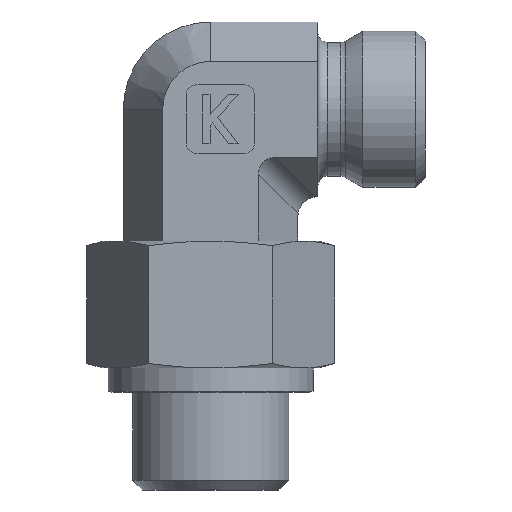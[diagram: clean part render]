
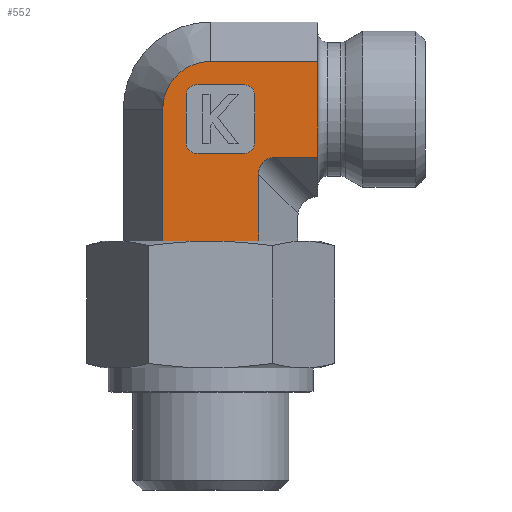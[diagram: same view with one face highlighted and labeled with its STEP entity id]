
A CAD part, left-side view. The second image highlights one B-rep face of the part: STEP entity #552.
In plain terms, the highlighted planar face has unit normal (-1, 0, 0).
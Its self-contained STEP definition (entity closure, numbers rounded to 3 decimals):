
#342=CARTESIAN_POINT('',(-8.5,-4.907,3.5));
#343=VERTEX_POINT('',#342);
#350=CARTESIAN_POINT('',(-8.5,4.907,3.5));
#351=VERTEX_POINT('',#350);
#352=CARTESIAN_POINT('',(-8.5,4.907,3.5));
#353=DIRECTION('',(0.0,-1.0,0.0));
#354=VECTOR('',#353,9.815);
#355=LINE('',#352,#354);
#356=EDGE_CURVE('',#351,#343,#355,.T.);
#400=CARTESIAN_POINT('',(-8.5,4.907,17.0));
#401=VERTEX_POINT('',#400);
#402=CARTESIAN_POINT('',(-8.5,4.907,3.5));
#403=DIRECTION('',(0.0,0.0,1.0));
#404=VECTOR('',#403,13.5);
#405=LINE('',#402,#404);
#406=EDGE_CURVE('',#351,#401,#405,.T.);
#425=CARTESIAN_POINT('',(-8.5,-4.907,0.0));
#426=DIRECTION('',(-1.0,0.0,0.0));
#427=DIRECTION('',(0.0,0.0,1.0));
#428=AXIS2_PLACEMENT_3D('',#425,#426,#427);
#429=PLANE('',#428);
#430=ORIENTED_EDGE('',*,*,#356,.T.);
#431=CARTESIAN_POINT('',(-8.5,-4.907,10.36));
#432=VERTEX_POINT('',#431);
#433=CARTESIAN_POINT('',(-8.5,-4.907,3.5));
#434=DIRECTION('',(0.0,0.0,1.0));
#435=VECTOR('',#434,6.86);
#436=LINE('',#433,#435);
#437=EDGE_CURVE('',#343,#432,#436,.T.);
#438=ORIENTED_EDGE('',*,*,#437,.T.);
#439=CARTESIAN_POINT('',(-8.5,-6.64,12.093));
#440=VERTEX_POINT('',#439);
#441=CARTESIAN_POINT('',(-8.5,-7.217,9.783));
#442=DIRECTION('',(-1.0,0.0,0.0));
#443=DIRECTION('',(0.0,0.707,0.707));
#444=AXIS2_PLACEMENT_3D('',#441,#442,#443);
#445=ELLIPSE('',#444,2.582,2.0);
#446=EDGE_CURVE('',#440,#432,#445,.T.);
#447=ORIENTED_EDGE('',*,*,#446,.F.);
#448=CARTESIAN_POINT('',(-8.5,-11.,12.093));
#449=VERTEX_POINT('',#448);
#450=CARTESIAN_POINT('',(-8.5,-6.64,12.093));
#451=DIRECTION('',(0.0,-1.0,0.0));
#452=VECTOR('',#451,4.36);
#453=LINE('',#450,#452);
#454=EDGE_CURVE('',#440,#449,#453,.T.);
#455=ORIENTED_EDGE('',*,*,#454,.T.);
#456=CARTESIAN_POINT('',(-8.5,-11.,21.907));
#457=VERTEX_POINT('',#456);
#458=CARTESIAN_POINT('',(-8.5,-11.,12.093));
#459=DIRECTION('',(0.0,0.0,1.0));
#460=VECTOR('',#459,9.815);
#461=LINE('',#458,#460);
#462=EDGE_CURVE('',#449,#457,#461,.T.);
#463=ORIENTED_EDGE('',*,*,#462,.T.);
#464=CARTESIAN_POINT('',(-8.5,0.,21.907));
#465=VERTEX_POINT('',#464);
#466=CARTESIAN_POINT('',(-8.5,0.,21.907));
#467=DIRECTION('',(0.0,-1.0,0.0));
#468=VECTOR('',#467,11.0);
#469=LINE('',#466,#468);
#470=EDGE_CURVE('',#465,#457,#469,.T.);
#471=ORIENTED_EDGE('',*,*,#470,.F.);
#472=CARTESIAN_POINT('',(-8.5,0.,17.0));
#473=DIRECTION('',(-1.0,0.0,0.0));
#474=DIRECTION('',(0.0,0.0,1.0));
#475=AXIS2_PLACEMENT_3D('',#472,#473,#474);
#476=CIRCLE('',#475,4.907);
#477=EDGE_CURVE('',#465,#401,#476,.T.);
#478=ORIENTED_EDGE('',*,*,#477,.T.);
#479=ORIENTED_EDGE('',*,*,#406,.F.);
#480=EDGE_LOOP('',(#430,#438,#447,#455,#463,#471,#478,#479));
#481=FACE_OUTER_BOUND('',#480,.T.);
#482=CARTESIAN_POINT('',(-8.5,-3.5,12.5));
#483=VERTEX_POINT('',#482);
#484=CARTESIAN_POINT('',(-8.5,1.5,12.5));
#485=VERTEX_POINT('',#484);
#486=CARTESIAN_POINT('',(-8.5,-3.5,12.5));
#487=DIRECTION('',(0.0,1.0,0.0));
#488=VECTOR('',#487,5.0);
#489=LINE('',#486,#488);
#490=EDGE_CURVE('',#483,#485,#489,.T.);
#491=ORIENTED_EDGE('',*,*,#490,.T.);
#492=CARTESIAN_POINT('',(-8.5,2.5,13.5));
#493=VERTEX_POINT('',#492);
#494=CARTESIAN_POINT('',(-8.5,1.5,13.5));
#495=DIRECTION('',(-1.0,0.0,0.0));
#496=DIRECTION('',(0.0,0.707,-0.707));
#497=AXIS2_PLACEMENT_3D('',#494,#495,#496);
#498=CIRCLE('',#497,1.0);
#499=EDGE_CURVE('',#493,#485,#498,.T.);
#500=ORIENTED_EDGE('',*,*,#499,.F.);
#501=CARTESIAN_POINT('',(-8.5,2.5,18.5));
#502=VERTEX_POINT('',#501);
#503=CARTESIAN_POINT('',(-8.5,2.5,13.5));
#504=DIRECTION('',(0.0,0.0,1.0));
#505=VECTOR('',#504,5.0);
#506=LINE('',#503,#505);
#507=EDGE_CURVE('',#493,#502,#506,.T.);
#508=ORIENTED_EDGE('',*,*,#507,.T.);
#509=CARTESIAN_POINT('',(-8.5,1.5,19.5));
#510=VERTEX_POINT('',#509);
#511=CARTESIAN_POINT('',(-8.5,1.5,18.5));
#512=DIRECTION('',(-1.0,0.0,0.0));
#513=DIRECTION('',(0.0,0.707,0.707));
#514=AXIS2_PLACEMENT_3D('',#511,#512,#513);
#515=CIRCLE('',#514,1.0);
#516=EDGE_CURVE('',#510,#502,#515,.T.);
#517=ORIENTED_EDGE('',*,*,#516,.F.);
#518=CARTESIAN_POINT('',(-8.5,-3.5,19.5));
#519=VERTEX_POINT('',#518);
#520=CARTESIAN_POINT('',(-8.5,1.5,19.5));
#521=DIRECTION('',(0.0,-1.0,0.0));
#522=VECTOR('',#521,5.0);
#523=LINE('',#520,#522);
#524=EDGE_CURVE('',#510,#519,#523,.T.);
#525=ORIENTED_EDGE('',*,*,#524,.T.);
#526=CARTESIAN_POINT('',(-8.5,-4.5,18.5));
#527=VERTEX_POINT('',#526);
#528=CARTESIAN_POINT('',(-8.5,-3.5,18.5));
#529=DIRECTION('',(-1.0,0.0,0.0));
#530=DIRECTION('',(0.0,-0.707,0.707));
#531=AXIS2_PLACEMENT_3D('',#528,#529,#530);
#532=CIRCLE('',#531,1.0);
#533=EDGE_CURVE('',#527,#519,#532,.T.);
#534=ORIENTED_EDGE('',*,*,#533,.F.);
#535=CARTESIAN_POINT('',(-8.5,-4.5,13.5));
#536=VERTEX_POINT('',#535);
#537=CARTESIAN_POINT('',(-8.5,-4.5,18.5));
#538=DIRECTION('',(0.0,0.0,-1.0));
#539=VECTOR('',#538,5.);
#540=LINE('',#537,#539);
#541=EDGE_CURVE('',#527,#536,#540,.T.);
#542=ORIENTED_EDGE('',*,*,#541,.T.);
#543=CARTESIAN_POINT('',(-8.5,-3.5,13.5));
#544=DIRECTION('',(-1.0,0.0,0.0));
#545=DIRECTION('',(0.0,-0.707,-0.707));
#546=AXIS2_PLACEMENT_3D('',#543,#544,#545);
#547=CIRCLE('',#546,1.0);
#548=EDGE_CURVE('',#483,#536,#547,.T.);
#549=ORIENTED_EDGE('',*,*,#548,.F.);
#550=EDGE_LOOP('',(#491,#500,#508,#517,#525,#534,#542,#549));
#551=FACE_BOUND('',#550,.T.);
#552=ADVANCED_FACE('',(#481,#551),#429,.T.);
